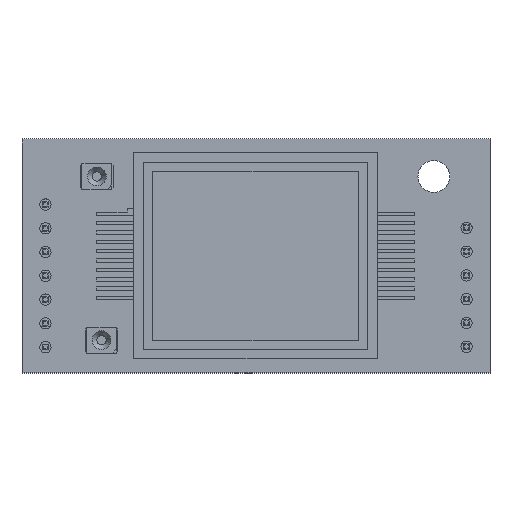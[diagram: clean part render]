
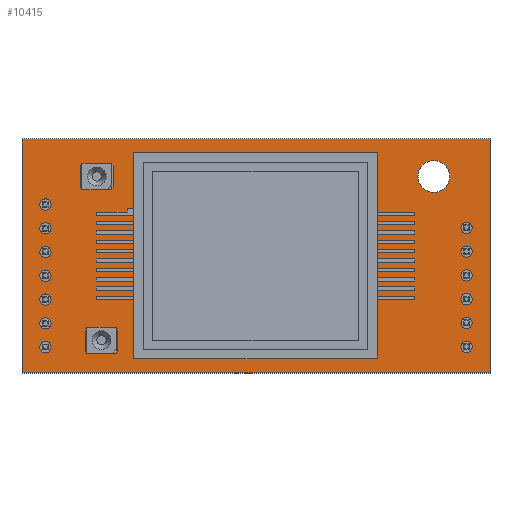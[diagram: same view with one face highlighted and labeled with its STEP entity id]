
A CAD part, top view. The second image highlights one B-rep face of the part: STEP entity #10415.
In plain terms, the highlighted planar face has unit normal (0, 0, 1).
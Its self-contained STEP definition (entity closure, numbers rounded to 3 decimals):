
#10415=ADVANCED_FACE('',(#17571,#17573,#17575,#17577,#17579,#17581,#17583,#17585,
#17587,#17589,#17591,#17593,#17595,#17597,#17599),#17601,.F.);
#17571=FACE_BOUND('',#17572,.T.);
#17572=EDGE_LOOP('',(#22918,#22919,#22920,#22921));
#17573=FACE_BOUND('',#17574,.T.);
#17574=EDGE_LOOP('',(#22922));
#17575=FACE_BOUND('',#17576,.T.);
#17576=EDGE_LOOP('',(#22923));
#17577=FACE_BOUND('',#17578,.T.);
#17578=EDGE_LOOP('',(#22924));
#17579=FACE_BOUND('',#17580,.T.);
#17580=EDGE_LOOP('',(#22925));
#17581=FACE_BOUND('',#17582,.T.);
#17582=EDGE_LOOP('',(#22926));
#17583=FACE_BOUND('',#17584,.T.);
#17584=EDGE_LOOP('',(#22927));
#17585=FACE_BOUND('',#17586,.T.);
#17586=EDGE_LOOP('',(#22928));
#17587=FACE_BOUND('',#17588,.T.);
#17588=EDGE_LOOP('',(#22929));
#17589=FACE_BOUND('',#17590,.T.);
#17590=EDGE_LOOP('',(#22930));
#17591=FACE_BOUND('',#17592,.T.);
#17592=EDGE_LOOP('',(#22931));
#17593=FACE_BOUND('',#17594,.T.);
#17594=EDGE_LOOP('',(#22932));
#17595=FACE_BOUND('',#17596,.T.);
#17596=EDGE_LOOP('',(#22933));
#17597=FACE_BOUND('',#17598,.T.);
#17598=EDGE_LOOP('',(#22934));
#17599=FACE_BOUND('',#17600,.T.);
#17600=EDGE_LOOP('',(#22935));
#17601=PLANE('',#17602);
#17602=AXIS2_PLACEMENT_3D('',#17603,#17604,#17605);
#17603=CARTESIAN_POINT('',(25.,12.5,1.6));
#17604=DIRECTION('',(-0.,-0.,-1.));
#17605=DIRECTION('',(-1.,0.,0.));
#22918=ORIENTED_EDGE('',*,*,#25571,.F.);
#22919=ORIENTED_EDGE('',*,*,#25591,.F.);
#22920=ORIENTED_EDGE('',*,*,#25573,.F.);
#22921=ORIENTED_EDGE('',*,*,#25567,.F.);
#22922=ORIENTED_EDGE('',*,*,#25592,.F.);
#22923=ORIENTED_EDGE('',*,*,#25593,.F.);
#22924=ORIENTED_EDGE('',*,*,#25594,.F.);
#22925=ORIENTED_EDGE('',*,*,#25595,.F.);
#22926=ORIENTED_EDGE('',*,*,#25596,.F.);
#22927=ORIENTED_EDGE('',*,*,#25597,.F.);
#22928=ORIENTED_EDGE('',*,*,#25598,.F.);
#22929=ORIENTED_EDGE('',*,*,#25599,.F.);
#22930=ORIENTED_EDGE('',*,*,#25600,.F.);
#22931=ORIENTED_EDGE('',*,*,#25601,.F.);
#22932=ORIENTED_EDGE('',*,*,#25602,.F.);
#22933=ORIENTED_EDGE('',*,*,#25603,.F.);
#22934=ORIENTED_EDGE('',*,*,#25604,.F.);
#22935=ORIENTED_EDGE('',*,*,#25605,.F.);
#25567=EDGE_CURVE('',#29749,#29751,#29752,.T.);
#25571=EDGE_CURVE('',#29757,#29749,#29759,.T.);
#25573=EDGE_CURVE('',#29751,#29761,#29762,.T.);
#25591=EDGE_CURVE('',#29761,#29757,#29795,.T.);
#25592=EDGE_CURVE('',#29796,#29796,#29797,.T.);
#25593=EDGE_CURVE('',#29798,#29798,#29799,.T.);
#25594=EDGE_CURVE('',#29800,#29800,#29801,.T.);
#25595=EDGE_CURVE('',#29802,#29802,#29803,.T.);
#25596=EDGE_CURVE('',#29804,#29804,#29805,.T.);
#25597=EDGE_CURVE('',#29806,#29806,#29807,.T.);
#25598=EDGE_CURVE('',#29808,#29808,#29809,.T.);
#25599=EDGE_CURVE('',#29810,#29810,#29811,.T.);
#25600=EDGE_CURVE('',#29812,#29812,#29813,.T.);
#25601=EDGE_CURVE('',#29814,#29814,#29815,.T.);
#25602=EDGE_CURVE('',#29816,#29816,#29817,.T.);
#25603=EDGE_CURVE('',#29818,#29818,#29819,.T.);
#25604=EDGE_CURVE('',#29820,#29820,#29821,.T.);
#25605=EDGE_CURVE('',#29822,#29822,#29823,.T.);
#29749=VERTEX_POINT('',#39331);
#29751=VERTEX_POINT('',#39335);
#29752=LINE('',#39336,#39337);
#29757=VERTEX_POINT('',#39347);
#29759=LINE('',#39351,#39352);
#29761=VERTEX_POINT('',#39357);
#29762=LINE('',#39358,#39359);
#29795=LINE('',#39441,#39442);
#29796=VERTEX_POINT('',#39444);
#29797=CIRCLE('',#39445,0.6);
#29798=VERTEX_POINT('',#39449);
#29799=CIRCLE('',#39450,0.6);
#29800=VERTEX_POINT('',#39454);
#29801=CIRCLE('',#39455,0.6);
#29802=VERTEX_POINT('',#39459);
#29803=CIRCLE('',#39460,0.6);
#29804=VERTEX_POINT('',#39464);
#29805=CIRCLE('',#39465,0.6);
#29806=VERTEX_POINT('',#39469);
#29807=CIRCLE('',#39470,0.6);
#29808=VERTEX_POINT('',#39474);
#29809=CIRCLE('',#39475,0.6);
#29810=VERTEX_POINT('',#39479);
#29811=CIRCLE('',#39480,0.6);
#29812=VERTEX_POINT('',#39484);
#29813=CIRCLE('',#39485,0.6);
#29814=VERTEX_POINT('',#39489);
#29815=CIRCLE('',#39490,0.6);
#29816=VERTEX_POINT('',#39494);
#29817=CIRCLE('',#39495,1.7);
#29818=VERTEX_POINT('',#39499);
#29819=CIRCLE('',#39500,0.6);
#29820=VERTEX_POINT('',#39504);
#29821=CIRCLE('',#39505,0.6);
#29822=VERTEX_POINT('',#39509);
#29823=CIRCLE('',#39510,0.6);
#39331=CARTESIAN_POINT('',(0.,0.,1.6));
#39335=CARTESIAN_POINT('',(0.,25.,1.6));
#39336=CARTESIAN_POINT('',(0.,0.,1.6));
#39337=VECTOR('',#39338,1.);
#39338=DIRECTION('',(0.,1.,0.));
#39347=CARTESIAN_POINT('',(50.,0.,1.6));
#39351=CARTESIAN_POINT('',(50.,0.,1.6));
#39352=VECTOR('',#39353,1.);
#39353=DIRECTION('',(-1.,0.,0.));
#39357=CARTESIAN_POINT('',(50.,25.,1.6));
#39358=CARTESIAN_POINT('',(0.,25.,1.6));
#39359=VECTOR('',#39360,1.);
#39360=DIRECTION('',(1.,0.,0.));
#39441=CARTESIAN_POINT('',(50.,25.,1.6));
#39442=VECTOR('',#39443,1.);
#39443=DIRECTION('',(0.,-1.,0.));
#39444=CARTESIAN_POINT('',(48.1,5.34,1.6));
#39445=AXIS2_PLACEMENT_3D('',#39446,#39447,#39448);
#39446=CARTESIAN_POINT('',(47.5,5.34,1.6));
#39447=DIRECTION('',(0.,0.,1.));
#39448=DIRECTION('',(1.,0.,-0.));
#39449=CARTESIAN_POINT('',(48.1,7.88,1.6));
#39450=AXIS2_PLACEMENT_3D('',#39451,#39452,#39453);
#39451=CARTESIAN_POINT('',(47.5,7.88,1.6));
#39452=DIRECTION('',(0.,0.,1.));
#39453=DIRECTION('',(1.,0.,-0.));
#39454=CARTESIAN_POINT('',(48.1,12.96,1.6));
#39455=AXIS2_PLACEMENT_3D('',#39456,#39457,#39458);
#39456=CARTESIAN_POINT('',(47.5,12.96,1.6));
#39457=DIRECTION('',(0.,0.,1.));
#39458=DIRECTION('',(1.,0.,-0.));
#39459=CARTESIAN_POINT('',(48.1,10.42,1.6));
#39460=AXIS2_PLACEMENT_3D('',#39461,#39462,#39463);
#39461=CARTESIAN_POINT('',(47.5,10.42,1.6));
#39462=DIRECTION('',(0.,0.,1.));
#39463=DIRECTION('',(1.,0.,-0.));
#39464=CARTESIAN_POINT('',(48.1,15.5,1.6));
#39465=AXIS2_PLACEMENT_3D('',#39466,#39467,#39468);
#39466=CARTESIAN_POINT('',(47.5,15.5,1.6));
#39467=DIRECTION('',(0.,0.,1.));
#39468=DIRECTION('',(1.,0.,-0.));
#39469=CARTESIAN_POINT('',(3.1,15.46,1.6));
#39470=AXIS2_PLACEMENT_3D('',#39471,#39472,#39473);
#39471=CARTESIAN_POINT('',(2.5,15.46,1.6));
#39472=DIRECTION('',(0.,0.,1.));
#39473=DIRECTION('',(1.,0.,-0.));
#39474=CARTESIAN_POINT('',(3.1,12.92,1.6));
#39475=AXIS2_PLACEMENT_3D('',#39476,#39477,#39478);
#39476=CARTESIAN_POINT('',(2.5,12.92,1.6));
#39477=DIRECTION('',(0.,0.,1.));
#39478=DIRECTION('',(1.,0.,-0.));
#39479=CARTESIAN_POINT('',(3.1,10.38,1.6));
#39480=AXIS2_PLACEMENT_3D('',#39481,#39482,#39483);
#39481=CARTESIAN_POINT('',(2.5,10.38,1.6));
#39482=DIRECTION('',(0.,0.,1.));
#39483=DIRECTION('',(1.,0.,-0.));
#39484=CARTESIAN_POINT('',(3.1,7.84,1.6));
#39485=AXIS2_PLACEMENT_3D('',#39486,#39487,#39488);
#39486=CARTESIAN_POINT('',(2.5,7.84,1.6));
#39487=DIRECTION('',(0.,0.,1.));
#39488=DIRECTION('',(1.,0.,-0.));
#39489=CARTESIAN_POINT('',(3.1,5.3,1.6));
#39490=AXIS2_PLACEMENT_3D('',#39491,#39492,#39493);
#39491=CARTESIAN_POINT('',(2.5,5.3,1.6));
#39492=DIRECTION('',(0.,0.,1.));
#39493=DIRECTION('',(1.,0.,-0.));
#39494=CARTESIAN_POINT('',(45.7,21.,1.6));
#39495=AXIS2_PLACEMENT_3D('',#39496,#39497,#39498);
#39496=CARTESIAN_POINT('',(44.,21.,1.6));
#39497=DIRECTION('',(0.,0.,1.));
#39498=DIRECTION('',(1.,0.,-0.));
#39499=CARTESIAN_POINT('',(3.1,18.,1.6));
#39500=AXIS2_PLACEMENT_3D('',#39501,#39502,#39503);
#39501=CARTESIAN_POINT('',(2.5,18.,1.6));
#39502=DIRECTION('',(0.,0.,1.));
#39503=DIRECTION('',(1.,0.,-0.));
#39504=CARTESIAN_POINT('',(3.1,2.76,1.6));
#39505=AXIS2_PLACEMENT_3D('',#39506,#39507,#39508);
#39506=CARTESIAN_POINT('',(2.5,2.76,1.6));
#39507=DIRECTION('',(0.,0.,1.));
#39508=DIRECTION('',(1.,0.,-0.));
#39509=CARTESIAN_POINT('',(48.1,2.8,1.6));
#39510=AXIS2_PLACEMENT_3D('',#39511,#39512,#39513);
#39511=CARTESIAN_POINT('',(47.5,2.8,1.6));
#39512=DIRECTION('',(0.,0.,1.));
#39513=DIRECTION('',(1.,0.,-0.));
